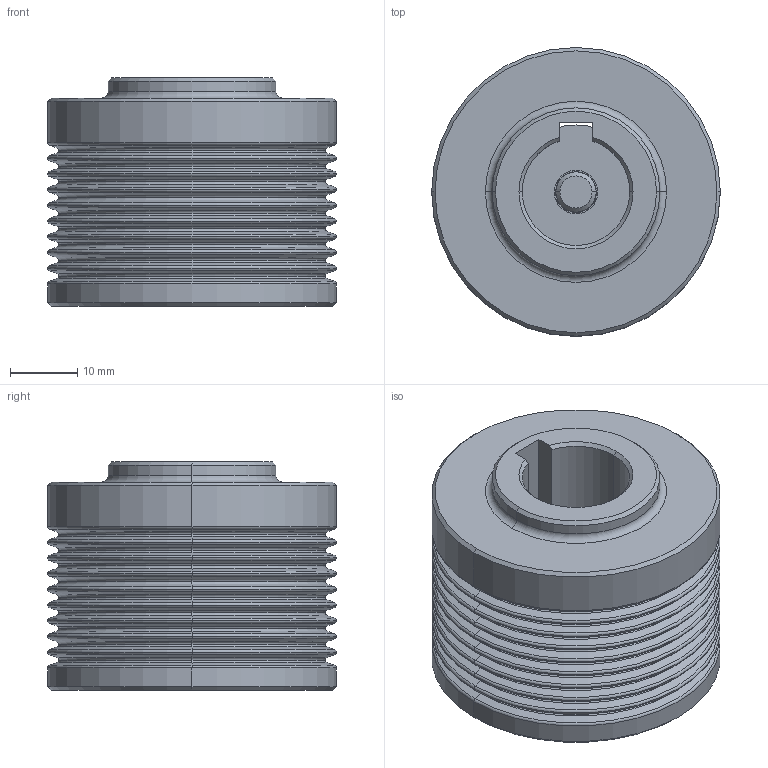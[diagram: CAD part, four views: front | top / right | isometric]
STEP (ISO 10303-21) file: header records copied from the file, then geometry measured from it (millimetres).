
FILE_DESCRIPTION (( 'STEP AP203' ), '1' );
FILE_NAME ('PGD-06-001.STEP', '2018-01-25T01:03:51', ( '' ), ( '' ), 'SwSTEP 2.0', 'SolidWorks 2016', '' );
FILE_SCHEMA (( 'CONFIG_CONTROL_DESIGN' ));
Length unit declared in the file: millimetre
Products named in the file (5): 低頭CAP M6-12; M6-SW; PWB-20-6.5-2.3; PGD-06-001; PGD-6-MVP-SNG-N2-M(甮埣)
Assembly tree (4 placements, depth 2):
  PGD-06-001
    PGD-6-MVP-SNG-N2-M(甮埣)
    低頭CAP M6-12
    M6-SW
    PWB-20-6.5-2.3
Bounding box: 43 x 43 x 34 mm (x, y, z)
Volume: 36062.7 mm3; surface area: 12618.5 mm2
Topology: 4 solids, 4 shells, 194 faces, 401 edges, 217 vertices
Faces by surface type: torus 78, cone 51, cylinder 37, plane 28
Entity records: 5619 total; most frequent: DIRECTION 1058, CARTESIAN_POINT 859, ORIENTED_EDGE 798, AXIS2_PLACEMENT_3D 472, EDGE_CURVE 399, CIRCLE 271, VERTEX_POINT 217, EDGE_LOOP 202
